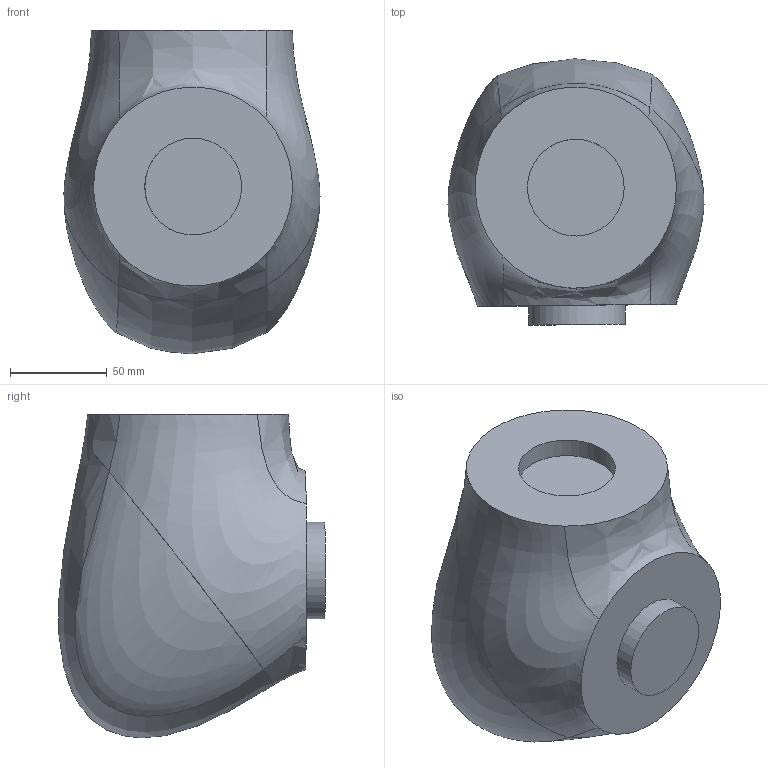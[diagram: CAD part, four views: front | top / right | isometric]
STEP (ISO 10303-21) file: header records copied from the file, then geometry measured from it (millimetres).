
FILE_DESCRIPTION (( 'STEP AP203' ), '1' );
FILE_NAME ('link6_Default_sldprt.STEP', '2025-01-17T10:21:58', ( '' ), ( '' ), 'SwSTEP 2.0', 'SolidWorks 2022', '' );
FILE_SCHEMA (( 'CONFIG_CONTROL_DESIGN' ));
Length unit declared in the file: millimetre
Products named in the file (1): link6_Default_sldprt
Bounding box: 132.32 x 137.7 x 167.36 mm (x, y, z)
Volume: 1806334 mm3; surface area: 84321.7 mm2
Topology: 1 solids, 1 shells, 41 faces, 103 edges, 66 vertices
Faces by surface type: bspline 30, plane 9, cylinder 2
Full cylindrical faces by diameter (mm): 50 x2
Entity records: 20050 total; most frequent: CARTESIAN_POINT 19263, ORIENTED_EDGE 202, EDGE_CURVE 101, B_SPLINE_CURVE_WITH_KNOTS 82, VERTEX_POINT 66, DIRECTION 52, EDGE_LOOP 45, FACE_OUTER_BOUND 43
